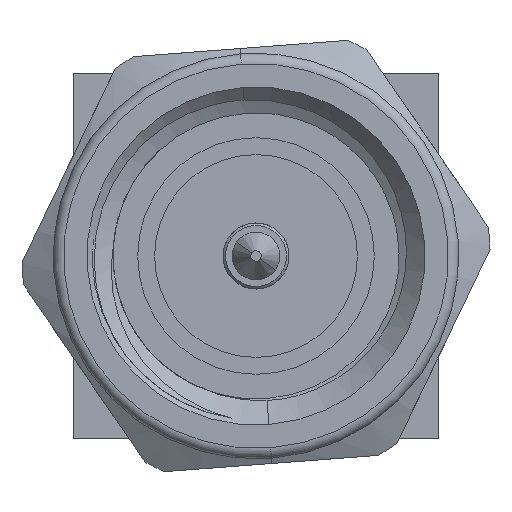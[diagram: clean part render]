
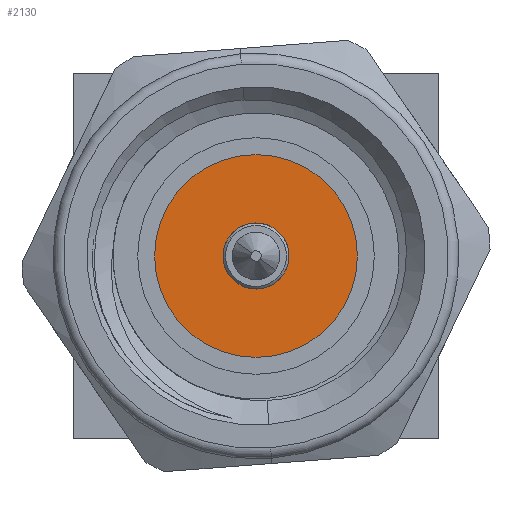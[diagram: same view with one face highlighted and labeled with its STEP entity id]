
A CAD part, left-side view. The second image highlights one B-rep face of the part: STEP entity #2130.
In plain terms, the highlighted planar face has unit normal (-1, 0, 0).
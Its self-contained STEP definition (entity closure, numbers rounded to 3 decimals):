
#291 = DIRECTION ( 'NONE',  ( 0., -1., 0. ) ) ;
#343 = DIRECTION ( 'NONE',  ( 1., 0., 0. ) ) ;
#351 = CARTESIAN_POINT ( 'NONE',  ( 0.1, 0.284, -0.568 ) ) ;
#359 = CARTESIAN_POINT ( 'NONE',  ( 0.1, 0., 0. ) ) ;
#390 = DIRECTION ( 'NONE',  ( 1., 0., 0. ) ) ;
#485 = CARTESIAN_POINT ( 'NONE',  ( 0.1, -0.284, 0.568 ) ) ;
#644 = DIRECTION ( 'NONE',  ( 0., 0.447, -0.895 ) ) ;
#670 = VERTEX_POINT ( 'NONE', #351 ) ;
#697 = DIRECTION ( 'NONE',  ( -1., 0., 0. ) ) ;
#749 = DIRECTION ( 'NONE',  ( 0., 0.447, -0.895 ) ) ;
#900 = CARTESIAN_POINT ( 'NONE',  ( 0.1, 1.95, 0. ) ) ;
#1248 = CIRCLE ( 'NONE', #1595, 1.95 ) ;
#1334 = PLANE ( 'NONE',  #3345 ) ;
#1469 = CIRCLE ( 'NONE', #3134, 1.95 ) ;
#1595 = AXIS2_PLACEMENT_3D ( 'NONE', #1958, #2626, #3288 ) ;
#1626 = EDGE_CURVE ( 'NONE', #3475, #2074, #1248, .T. ) ;
#1636 = CARTESIAN_POINT ( 'NONE',  ( 0.1, 0., 0. ) ) ;
#1915 = EDGE_CURVE ( 'NONE', #2750, #670, #3957, .T. ) ;
#1916 = DIRECTION ( 'NONE',  ( 0., 0.447, -0.895 ) ) ;
#1958 = CARTESIAN_POINT ( 'NONE',  ( 0.1, 0., 0. ) ) ;
#2074 = VERTEX_POINT ( 'NONE', #900 ) ;
#2130 = ADVANCED_FACE ( 'NONE', ( #3336, #2702 ), #1334, .F. ) ;
#2202 = ORIENTED_EDGE ( 'NONE', *, *, #1915, .T. ) ;
#2219 = AXIS2_PLACEMENT_3D ( 'NONE', #3245, #2859, #1916 ) ;
#2415 = CARTESIAN_POINT ( 'NONE',  ( 0.1, 0., 0. ) ) ;
#2466 = EDGE_LOOP ( 'NONE', ( #3716, #3437 ) ) ;
#2560 = EDGE_CURVE ( 'NONE', #2074, #3475, #1469, .T. ) ;
#2581 = AXIS2_PLACEMENT_3D ( 'NONE', #2415, #343, #749 ) ;
#2626 = DIRECTION ( 'NONE',  ( -1., 0., 0. ) ) ;
#2656 = CARTESIAN_POINT ( 'NONE',  ( 0.1, -1.95, 0. ) ) ;
#2702 = FACE_OUTER_BOUND ( 'NONE', #2466, .T. ) ;
#2750 = VERTEX_POINT ( 'NONE', #485 ) ;
#2756 = EDGE_LOOP ( 'NONE', ( #2202, #3069 ) ) ;
#2859 = DIRECTION ( 'NONE',  ( 1., 0., 0. ) ) ;
#3069 = ORIENTED_EDGE ( 'NONE', *, *, #3386, .T. ) ;
#3134 = AXIS2_PLACEMENT_3D ( 'NONE', #359, #697, #291 ) ;
#3245 = CARTESIAN_POINT ( 'NONE',  ( 0.1, 0., 0. ) ) ;
#3288 = DIRECTION ( 'NONE',  ( 0., -1., 0. ) ) ;
#3336 = FACE_BOUND ( 'NONE', #2756, .T. ) ;
#3345 = AXIS2_PLACEMENT_3D ( 'NONE', #1636, #390, #644 ) ;
#3386 = EDGE_CURVE ( 'NONE', #670, #2750, #3765, .T. ) ;
#3437 = ORIENTED_EDGE ( 'NONE', *, *, #2560, .T. ) ;
#3475 = VERTEX_POINT ( 'NONE', #2656 ) ;
#3716 = ORIENTED_EDGE ( 'NONE', *, *, #1626, .T. ) ;
#3765 = CIRCLE ( 'NONE', #2581, 0.635 ) ;
#3957 = CIRCLE ( 'NONE', #2219, 0.635 ) ;
